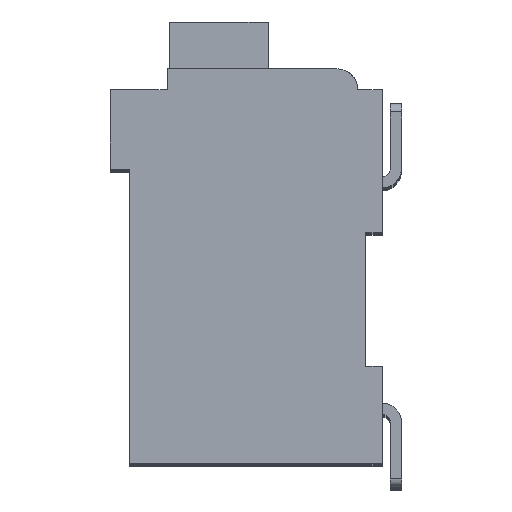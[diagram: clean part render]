
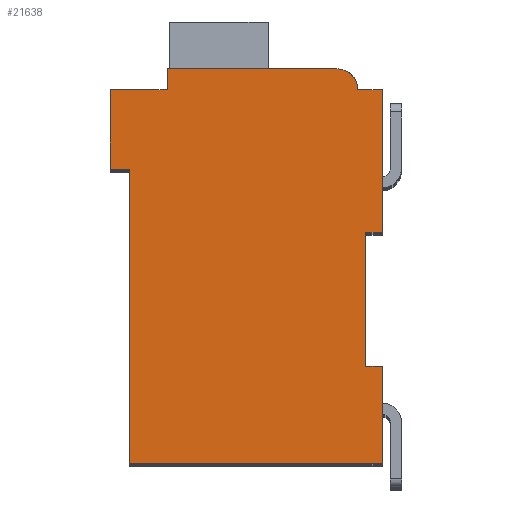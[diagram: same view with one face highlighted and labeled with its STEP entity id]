
A CAD part, top view. The second image highlights one B-rep face of the part: STEP entity #21638.
In plain terms, the highlighted planar face has unit normal (0, 0, 1).
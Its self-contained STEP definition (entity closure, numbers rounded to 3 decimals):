
#2418=DIRECTION('',(1.,0.,0.));
#2419=VECTOR('',#2418,0.5);
#2420=CARTESIAN_POINT('',(7.3,7.15,2.1));
#2421=LINE('',#2420,#2419);
#2422=DIRECTION('',(0.,1.,0.));
#2423=VECTOR('',#2422,4.15);
#2424=CARTESIAN_POINT('',(7.3,3.,2.1));
#2425=LINE('',#2424,#2423);
#2426=DIRECTION('',(-1.,0.,0.));
#2427=VECTOR('',#2426,0.5);
#2428=CARTESIAN_POINT('',(7.8,3.,2.1));
#2429=LINE('',#2428,#2427);
#2430=DIRECTION('',(0.,1.,0.));
#2431=VECTOR('',#2430,3.);
#2432=CARTESIAN_POINT('',(7.8,0.,2.1));
#2433=LINE('',#2432,#2431);
#2434=DIRECTION('',(1.,0.,0.));
#2435=VECTOR('',#2434,7.8);
#2436=CARTESIAN_POINT('',(0.,0.,2.1));
#2437=LINE('',#2436,#2435);
#2438=DIRECTION('',(0.,-1.,0.));
#2439=VECTOR('',#2438,9.1);
#2440=CARTESIAN_POINT('',(0.,9.1,2.1));
#2441=LINE('',#2440,#2439);
#2442=DIRECTION('',(1.,0.,0.));
#2443=VECTOR('',#2442,0.6);
#2444=CARTESIAN_POINT('',(-0.6,9.1,2.1));
#2445=LINE('',#2444,#2443);
#2446=DIRECTION('',(0.,-1.,0.));
#2447=VECTOR('',#2446,2.45);
#2448=CARTESIAN_POINT('',(-0.6,11.55,2.1));
#2449=LINE('',#2448,#2447);
#2450=DIRECTION('',(-1.,0.,0.));
#2451=VECTOR('',#2450,1.75);
#2452=CARTESIAN_POINT('',(1.15,11.55,2.1));
#2453=LINE('',#2452,#2451);
#2454=DIRECTION('',(0.,-1.,0.));
#2455=VECTOR('',#2454,0.65);
#2456=CARTESIAN_POINT('',(1.15,12.2,2.1));
#2457=LINE('',#2456,#2455);
#2458=DIRECTION('',(-1.,0.,0.));
#2459=VECTOR('',#2458,5.25);
#2460=CARTESIAN_POINT('',(6.4,12.2,2.1));
#2461=LINE('',#2460,#2459);
#2462=CARTESIAN_POINT('',(6.4,11.55,2.1));
#2463=DIRECTION('',(0.,0.,1.));
#2464=DIRECTION('',(1.,0.,0.));
#2465=AXIS2_PLACEMENT_3D('',#2462,#2463,#2464);
#2467=DIRECTION('',(-1.,0.,0.));
#2468=VECTOR('',#2467,0.75);
#2469=CARTESIAN_POINT('',(7.8,11.55,2.1));
#2470=LINE('',#2469,#2468);
#2471=DIRECTION('',(0.,1.,0.));
#2472=VECTOR('',#2471,4.4);
#2473=CARTESIAN_POINT('',(7.8,7.15,2.1));
#2474=LINE('',#2473,#2472);
#15059=CARTESIAN_POINT('',(7.3,7.15,2.1));
#15060=CARTESIAN_POINT('',(7.8,7.15,2.1));
#15061=VERTEX_POINT('',#15059);
#15062=VERTEX_POINT('',#15060);
#15063=CARTESIAN_POINT('',(7.8,11.55,2.1));
#15064=VERTEX_POINT('',#15063);
#15065=CARTESIAN_POINT('',(7.05,11.55,2.1));
#15066=VERTEX_POINT('',#15065);
#15067=CARTESIAN_POINT('',(6.4,12.2,2.1));
#15068=VERTEX_POINT('',#15067);
#15069=CARTESIAN_POINT('',(1.15,12.2,2.1));
#15070=VERTEX_POINT('',#15069);
#15071=CARTESIAN_POINT('',(1.15,11.55,2.1));
#15072=VERTEX_POINT('',#15071);
#15073=CARTESIAN_POINT('',(-0.6,11.55,2.1));
#15074=VERTEX_POINT('',#15073);
#15075=CARTESIAN_POINT('',(-0.6,9.1,2.1));
#15076=VERTEX_POINT('',#15075);
#15077=CARTESIAN_POINT('',(0.,9.1,2.1));
#15078=VERTEX_POINT('',#15077);
#15079=CARTESIAN_POINT('',(0.,0.,2.1));
#15080=VERTEX_POINT('',#15079);
#15081=CARTESIAN_POINT('',(7.8,0.,2.1));
#15082=VERTEX_POINT('',#15081);
#15083=CARTESIAN_POINT('',(7.8,3.,2.1));
#15084=VERTEX_POINT('',#15083);
#15085=CARTESIAN_POINT('',(7.3,3.,2.1));
#15086=VERTEX_POINT('',#15085);
#21608=CARTESIAN_POINT('',(0.,0.,2.1));
#21609=DIRECTION('',(0.,0.,1.));
#21610=DIRECTION('',(1.,0.,0.));
#21611=AXIS2_PLACEMENT_3D('',#21608,#21609,#21610);
#21612=PLANE('',#21611);
#21613=ORIENTED_EDGE('',*,*,#19740,.F.);
#21614=ORIENTED_EDGE('',*,*,#20491,.F.);
#21616=ORIENTED_EDGE('',*,*,#21615,.F.);
#21618=ORIENTED_EDGE('',*,*,#21617,.F.);
#21619=ORIENTED_EDGE('',*,*,#21229,.F.);
#21620=ORIENTED_EDGE('',*,*,#21090,.F.);
#21622=ORIENTED_EDGE('',*,*,#21621,.F.);
#21624=ORIENTED_EDGE('',*,*,#21623,.F.);
#21626=ORIENTED_EDGE('',*,*,#21625,.F.);
#21628=ORIENTED_EDGE('',*,*,#21627,.F.);
#21630=ORIENTED_EDGE('',*,*,#21629,.F.);
#21632=ORIENTED_EDGE('',*,*,#21631,.F.);
#21634=ORIENTED_EDGE('',*,*,#21633,.F.);
#21635=ORIENTED_EDGE('',*,*,#20147,.F.);
#21636=EDGE_LOOP('',(#21613,#21614,#21616,#21618,#21619,#21620,#21622,#21624,
#21626,#21628,#21630,#21632,#21634,#21635));
#21637=FACE_OUTER_BOUND('',#21636,.F.);
#2466=CIRCLE('',#2465,0.65);
#19740=EDGE_CURVE('',#15061,#15062,#2421,.T.);
#20147=EDGE_CURVE('',#15062,#15064,#2474,.T.);
#20491=EDGE_CURVE('',#15086,#15061,#2425,.T.);
#21090=EDGE_CURVE('',#15078,#15080,#2441,.T.);
#21229=EDGE_CURVE('',#15080,#15082,#2437,.T.);
#21615=EDGE_CURVE('',#15084,#15086,#2429,.T.);
#21617=EDGE_CURVE('',#15082,#15084,#2433,.T.);
#21621=EDGE_CURVE('',#15076,#15078,#2445,.T.);
#21623=EDGE_CURVE('',#15074,#15076,#2449,.T.);
#21625=EDGE_CURVE('',#15072,#15074,#2453,.T.);
#21627=EDGE_CURVE('',#15070,#15072,#2457,.T.);
#21629=EDGE_CURVE('',#15068,#15070,#2461,.T.);
#21631=EDGE_CURVE('',#15066,#15068,#2466,.T.);
#21633=EDGE_CURVE('',#15064,#15066,#2470,.T.);
#21638=ADVANCED_FACE('',(#21637),#21612,.T.);
